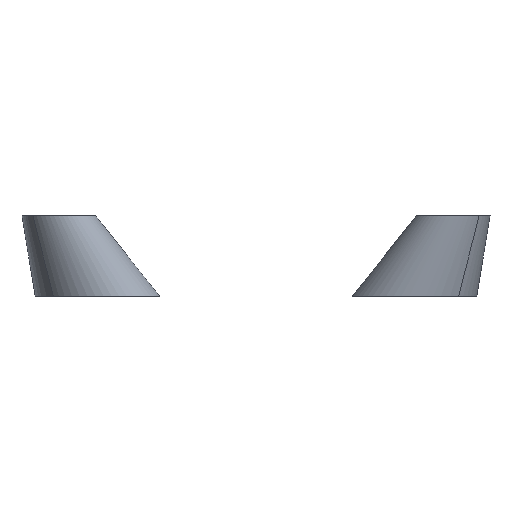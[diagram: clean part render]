
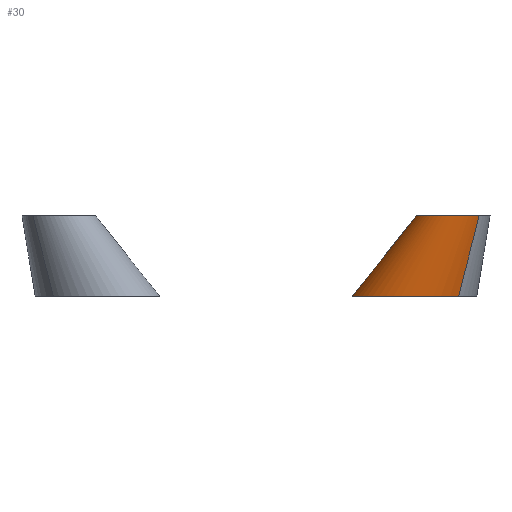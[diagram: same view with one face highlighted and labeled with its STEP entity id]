
A CAD part, left-side view. The second image highlights one B-rep face of the part: STEP entity #30.
In plain terms, the highlighted free-form (B-spline) face has degree [1, 3] with [2, 19] control points.
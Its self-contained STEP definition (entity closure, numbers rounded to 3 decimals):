
#30=ADVANCED_FACE('',(#46),#186,.T.);
#46=FACE_OUTER_BOUND('',#62,.T.);
#62=EDGE_LOOP('',(#88,#89,#90,#91));
#88=ORIENTED_EDGE('',*,*,#126,.F.);
#89=ORIENTED_EDGE('',*,*,#127,.T.);
#90=ORIENTED_EDGE('',*,*,#131,.F.);
#91=ORIENTED_EDGE('',*,*,#129,.F.);
#126=EDGE_CURVE('',#172,#174,#150,.T.);
#127=EDGE_CURVE('',#172,#173,#151,.T.);
#129=EDGE_CURVE('',#174,#175,#153,.T.);
#131=EDGE_CURVE('',#175,#173,#155,.T.);
#150=B_SPLINE_CURVE_WITH_KNOTS('',3,(#486,#487,#488,#489,#490,#491,#492,
#493,#494,#495,#496,#497,#498,#499,#500,#501,#502,#503,#504),
 .UNSPECIFIED.,.F.,.F.,(4,1,2,2,2,2,2,2,2,4),(0.,2.651,5.301,
10.603,15.904,21.206,26.507,31.809,
37.11,42.411),.UNSPECIFIED.);
#151=B_SPLINE_CURVE_WITH_KNOTS('',1,(#505,#506),.UNSPECIFIED.,.F.,.F.,(2,
2),(-22.,0.),.UNSPECIFIED.);
#153=B_SPLINE_CURVE_WITH_KNOTS('',1,(#526,#527),.UNSPECIFIED.,.F.,.F.,(2,
2),(-22.,0.),.UNSPECIFIED.);
#155=B_SPLINE_CURVE_WITH_KNOTS('',3,(#547,#548,#549,#550,#551,#552,#553,
#554,#555,#556,#557,#558,#559,#560,#561,#562,#563,#564,#565),
 .UNSPECIFIED.,.F.,.F.,(4,2,2,2,2,2,2,2,1,4),(-42.411,-37.11,
-31.809,-26.507,-21.206,-15.904,
-10.603,-5.301,-2.651,0.),.UNSPECIFIED.);
#172=VERTEX_POINT('',#482);
#173=VERTEX_POINT('',#483);
#174=VERTEX_POINT('',#484);
#175=VERTEX_POINT('',#485);
#186=B_SPLINE_SURFACE_WITH_KNOTS('',1,3,((#406,#407,#408,#409,#410,#411,
#412,#413,#414,#415,#416,#417,#418,#419,#420,#421,#422,#423,#424),(#425,
#426,#427,#428,#429,#430,#431,#432,#433,#434,#435,#436,#437,#438,#439,#440,
#441,#442,#443)),.UNSPECIFIED.,.F.,.F.,.F.,(2,2),(4,1,2,2,2,2,2,2,2,4),
(-22.,0.),(0.,2.651,5.301,10.603,15.904,
21.206,26.507,31.809,37.11,42.411),
 .UNSPECIFIED.);
#406=CARTESIAN_POINT('',(-56.707,-46.707,22.));
#407=CARTESIAN_POINT('',(-57.17,-46.244,22.));
#408=CARTESIAN_POINT('',(-58.187,-45.41,22.));
#409=CARTESIAN_POINT('',(-59.347,-44.79,22.));
#410=CARTESIAN_POINT('',(-61.161,-44.038,22.));
#411=CARTESIAN_POINT('',(-62.469,-43.778,22.));
#412=CARTESIAN_POINT('',(-65.087,-43.778,22.));
#413=CARTESIAN_POINT('',(-66.396,-44.038,22.));
#414=CARTESIAN_POINT('',(-68.815,-45.04,22.));
#415=CARTESIAN_POINT('',(-69.924,-45.781,22.));
#416=CARTESIAN_POINT('',(-71.775,-47.632,22.));
#417=CARTESIAN_POINT('',(-72.516,-48.741,22.));
#418=CARTESIAN_POINT('',(-73.518,-51.16,22.));
#419=CARTESIAN_POINT('',(-73.779,-52.469,22.));
#420=CARTESIAN_POINT('',(-73.779,-55.087,22.));
#421=CARTESIAN_POINT('',(-73.518,-56.396,22.));
#422=CARTESIAN_POINT('',(-72.516,-58.814,22.));
#423=CARTESIAN_POINT('',(-71.775,-59.924,22.));
#424=CARTESIAN_POINT('',(-70.85,-60.849,22.));
#425=CARTESIAN_POINT('',(-41.151,-31.151,0.));
#426=CARTESIAN_POINT('',(-41.938,-30.364,0.));
#427=CARTESIAN_POINT('',(-43.666,-28.945,0.));
#428=CARTESIAN_POINT('',(-45.638,-27.891,0.));
#429=CARTESIAN_POINT('',(-48.722,-26.613,0.));
#430=CARTESIAN_POINT('',(-50.946,-26.171,0.));
#431=CARTESIAN_POINT('',(-55.397,-26.171,0.));
#432=CARTESIAN_POINT('',(-57.621,-26.613,0.));
#433=CARTESIAN_POINT('',(-61.734,-28.316,0.));
#434=CARTESIAN_POINT('',(-63.619,-29.576,0.));
#435=CARTESIAN_POINT('',(-66.767,-32.724,0.));
#436=CARTESIAN_POINT('',(-68.027,-34.609,0.));
#437=CARTESIAN_POINT('',(-69.73,-38.722,0.));
#438=CARTESIAN_POINT('',(-70.172,-40.946,0.));
#439=CARTESIAN_POINT('',(-70.172,-45.397,0.));
#440=CARTESIAN_POINT('',(-69.73,-47.621,0.));
#441=CARTESIAN_POINT('',(-68.027,-51.733,0.));
#442=CARTESIAN_POINT('',(-66.767,-53.619,0.));
#443=CARTESIAN_POINT('',(-65.193,-55.193,0.));
#482=CARTESIAN_POINT('',(-56.707,-46.707,22.));
#483=CARTESIAN_POINT('',(-41.151,-31.151,0.));
#484=CARTESIAN_POINT('',(-70.85,-60.849,22.));
#485=CARTESIAN_POINT('',(-65.193,-55.193,0.));
#486=CARTESIAN_POINT('',(-56.707,-46.707,22.));
#487=CARTESIAN_POINT('',(-57.17,-46.244,22.));
#488=CARTESIAN_POINT('',(-58.187,-45.41,22.));
#489=CARTESIAN_POINT('',(-59.347,-44.79,22.));
#490=CARTESIAN_POINT('',(-61.161,-44.038,22.));
#491=CARTESIAN_POINT('',(-62.469,-43.778,22.));
#492=CARTESIAN_POINT('',(-65.087,-43.778,22.));
#493=CARTESIAN_POINT('',(-66.396,-44.038,22.));
#494=CARTESIAN_POINT('',(-68.815,-45.04,22.));
#495=CARTESIAN_POINT('',(-69.924,-45.781,22.));
#496=CARTESIAN_POINT('',(-71.775,-47.632,22.));
#497=CARTESIAN_POINT('',(-72.516,-48.741,22.));
#498=CARTESIAN_POINT('',(-73.518,-51.16,22.));
#499=CARTESIAN_POINT('',(-73.779,-52.469,22.));
#500=CARTESIAN_POINT('',(-73.779,-55.087,22.));
#501=CARTESIAN_POINT('',(-73.518,-56.396,22.));
#502=CARTESIAN_POINT('',(-72.516,-58.814,22.));
#503=CARTESIAN_POINT('',(-71.775,-59.924,22.));
#504=CARTESIAN_POINT('',(-70.85,-60.849,22.));
#505=CARTESIAN_POINT('',(-56.707,-46.707,22.));
#506=CARTESIAN_POINT('',(-41.151,-31.151,0.));
#526=CARTESIAN_POINT('',(-70.85,-60.849,22.));
#527=CARTESIAN_POINT('',(-65.193,-55.193,0.));
#547=CARTESIAN_POINT('',(-65.193,-55.193,0.));
#548=CARTESIAN_POINT('',(-66.767,-53.619,0.));
#549=CARTESIAN_POINT('',(-68.027,-51.733,0.));
#550=CARTESIAN_POINT('',(-69.73,-47.621,0.));
#551=CARTESIAN_POINT('',(-70.172,-45.397,0.));
#552=CARTESIAN_POINT('',(-70.172,-40.946,0.));
#553=CARTESIAN_POINT('',(-69.73,-38.722,0.));
#554=CARTESIAN_POINT('',(-68.027,-34.609,0.));
#555=CARTESIAN_POINT('',(-66.767,-32.724,0.));
#556=CARTESIAN_POINT('',(-63.619,-29.576,0.));
#557=CARTESIAN_POINT('',(-61.734,-28.316,0.));
#558=CARTESIAN_POINT('',(-57.621,-26.613,0.));
#559=CARTESIAN_POINT('',(-55.397,-26.171,0.));
#560=CARTESIAN_POINT('',(-50.946,-26.171,0.));
#561=CARTESIAN_POINT('',(-48.722,-26.613,0.));
#562=CARTESIAN_POINT('',(-45.638,-27.891,0.));
#563=CARTESIAN_POINT('',(-43.666,-28.945,0.));
#564=CARTESIAN_POINT('',(-41.938,-30.364,0.));
#565=CARTESIAN_POINT('',(-41.151,-31.151,0.));
